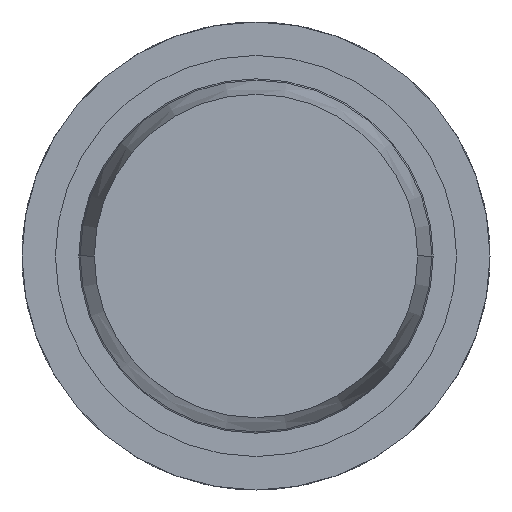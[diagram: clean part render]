
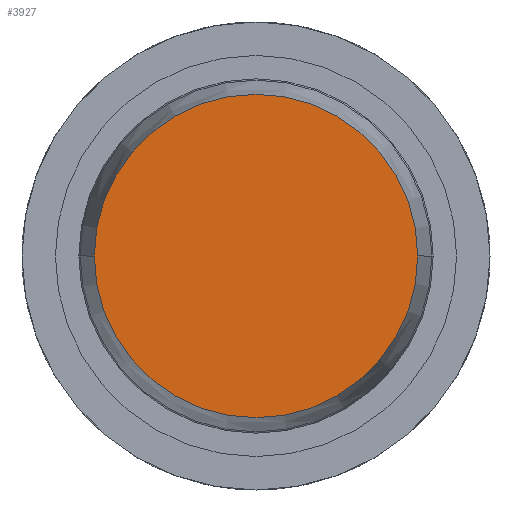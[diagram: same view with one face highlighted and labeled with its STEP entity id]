
A CAD part, front view. The second image highlights one B-rep face of the part: STEP entity #3927.
In plain terms, the highlighted planar face has unit normal (0, -1, 0).
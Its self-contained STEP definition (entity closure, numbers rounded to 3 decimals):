
#423 = CARTESIAN_POINT ( 'NONE',  ( 1.209, -19., 0. ) ) ;
#515 = ORIENTED_EDGE ( 'NONE', *, *, #1926, .T. ) ;
#895 = AXIS2_PLACEMENT_3D ( 'NONE', #3989, #3941, #3570 ) ;
#1649 = DIRECTION ( 'NONE',  ( 1., 0., 0. ) ) ;
#1926 = EDGE_CURVE ( 'Defeature ausgef�hrt1_0+Defeature ausgef�hrt1_10+Defeature ausgef�hrt1_10+Defeature ausgef�hrt1_10', #2194, #3598, #3392, .T. ) ;
#2194 = VERTEX_POINT ( 'NONE', #2607 ) ;
#2296 = EDGE_LOOP ( 'NONE', ( #515, #4843 ) ) ;
#2319 = DIRECTION ( 'NONE',  ( 0., -1., 0. ) ) ;
#2432 = DIRECTION ( 'NONE',  ( 1., 0., 0. ) ) ;
#2450 = DIRECTION ( 'NONE',  ( 0., -1., 0. ) ) ;
#2607 = CARTESIAN_POINT ( 'NONE',  ( -1.209, -19., 0. ) ) ;
#3000 = PLANE ( 'NONE',  #5082 ) ;
#3368 = CIRCLE ( 'NONE', #895, 1.209 ) ;
#3392 = CIRCLE ( 'NONE', #4121, 1.209 ) ;
#3570 = DIRECTION ( 'NONE',  ( 1., 0., 0. ) ) ;
#3598 = VERTEX_POINT ( 'NONE', #423 ) ;
#3673 = CARTESIAN_POINT ( 'NONE',  ( 0., -19., 0. ) ) ;
#3823 = CARTESIAN_POINT ( 'NONE',  ( 0., -19., 0. ) ) ;
#3927 = ADVANCED_FACE ( 'Defeature ausgef�hrt1_0', ( #5157 ), #3000, .T. ) ;
#3941 = DIRECTION ( 'NONE',  ( 0., -1., 0. ) ) ;
#3989 = CARTESIAN_POINT ( 'NONE',  ( 0., -19., 0. ) ) ;
#3995 = EDGE_CURVE ( 'Defeature ausgef�hrt1_0+Defeature ausgef�hrt1_10+Defeature ausgef�hrt1_10+Defeature ausgef�hrt1_10', #3598, #2194, #3368, .T. ) ;
#4121 = AXIS2_PLACEMENT_3D ( 'NONE', #3673, #2319, #2432 ) ;
#4843 = ORIENTED_EDGE ( 'NONE', *, *, #3995, .T. ) ;
#5082 = AXIS2_PLACEMENT_3D ( 'NONE', #3823, #2450, #1649 ) ;
#5157 = FACE_OUTER_BOUND ( 'NONE', #2296, .T. ) ;
